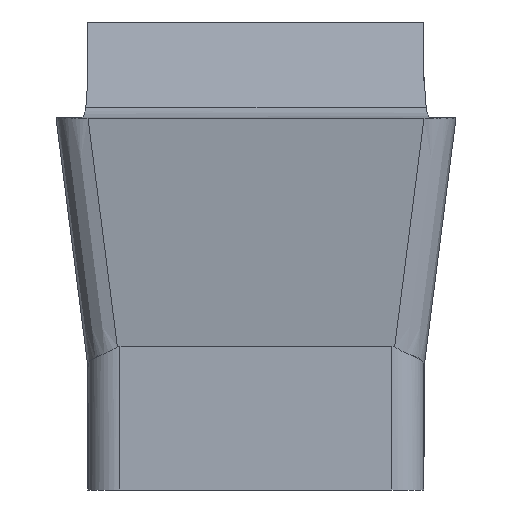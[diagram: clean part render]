
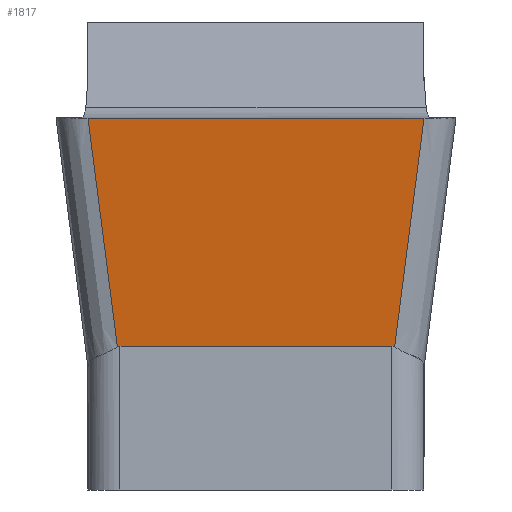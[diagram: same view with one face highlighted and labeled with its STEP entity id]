
A CAD part, front view. The second image highlights one B-rep face of the part: STEP entity #1817.
In plain terms, the highlighted planar face has unit normal (0, -0.993, -0.122).
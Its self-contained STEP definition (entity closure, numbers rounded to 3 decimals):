
#568=CARTESIAN_POINT('',(2.1,0.,
0.));
#573=DIRECTION('',(-1.,0.,0.));
#574=VECTOR('',#573,4.2);
#575=CARTESIAN_POINT('',(2.1,0.,
0.));
#576=LINE('',#575,#574);
#670=CARTESIAN_POINT('',(1.733,0.351,-2.862));
#689=CARTESIAN_POINT('',(1.7,0.35,-2.851));
#690=CARTESIAN_POINT('',(1.712,0.35,-2.851));
#691=CARTESIAN_POINT('',(1.723,0.351,-2.855));
#692=CARTESIAN_POINT('',(1.733,0.351,-2.862));
#697=DIRECTION('',(1.,0.,0.));
#698=VECTOR('',#697,3.4);
#699=CARTESIAN_POINT('',(-1.7,0.35,-2.851));
#700=LINE('',#699,#698);
#704=DIRECTION('',(-0.126,0.121,-0.985));
#705=VECTOR('',#704,2.906);
#706=CARTESIAN_POINT('',(2.1,0.,
0.));
#707=LINE('',#706,#705);
#711=DIRECTION('',(-0.126,-0.121,0.985));
#712=VECTOR('',#711,2.906);
#713=CARTESIAN_POINT('',(-1.733,0.351,
-2.862));
#714=LINE('',#713,#712);
#718=CARTESIAN_POINT('',(-1.733,0.351,
-2.862));
#719=CARTESIAN_POINT('',(-1.723,0.351,
-2.855));
#720=CARTESIAN_POINT('',(-1.712,0.35,
-2.851));
#721=CARTESIAN_POINT('',(-1.7,0.35,-2.851));
#941=VERTEX_POINT('',#568);
#942=CARTESIAN_POINT('',(-2.1,0.,
0.));
#943=VERTEX_POINT('',#942);
#951=VERTEX_POINT('',#670);
#952=CARTESIAN_POINT('',(1.7,0.35,-2.851));
#953=VERTEX_POINT('',#952);
#954=CARTESIAN_POINT('',(-1.7,0.35,-2.851));
#955=VERTEX_POINT('',#954);
#956=VERTEX_POINT('',#718);
#1802=CARTESIAN_POINT('',(3.1,0.212,-1.725));
#1803=DIRECTION('',(0.,-0.993,-0.122));
#1804=DIRECTION('',(0.,-0.122,0.993));
#1805=AXIS2_PLACEMENT_3D('',#1802,#1803,#1804);
#1806=PLANE('',#1805);
#1807=ORIENTED_EDGE('',*,*,#1653,.F.);
#1808=ORIENTED_EDGE('',*,*,#1729,.T.);
#1809=ORIENTED_EDGE('',*,*,#1756,.F.);
#1810=ORIENTED_EDGE('',*,*,#1781,.F.);
#1812=ORIENTED_EDGE('',*,*,#1811,.F.);
#1814=ORIENTED_EDGE('',*,*,#1813,.T.);
#1815=EDGE_LOOP('',(#1807,#1808,#1809,#1810,#1812,#1814));
#1816=FACE_OUTER_BOUND('',#1815,.F.);
#693=B_SPLINE_CURVE_WITH_KNOTS('',3,(#689,#690,#691,#692),.UNSPECIFIED.,.F.,.F.,
(4,4),(0.,1.),.UNSPECIFIED.);
#722=B_SPLINE_CURVE_WITH_KNOTS('',3,(#718,#719,#720,#721),.UNSPECIFIED.,.F.,.F.,
(4,4),(0.,1.),.UNSPECIFIED.);
#1653=EDGE_CURVE('',#941,#943,#576,.T.);
#1729=EDGE_CURVE('',#941,#951,#707,.T.);
#1756=EDGE_CURVE('',#953,#951,#693,.T.);
#1781=EDGE_CURVE('',#955,#953,#700,.T.);
#1811=EDGE_CURVE('',#956,#955,#722,.T.);
#1813=EDGE_CURVE('',#956,#943,#714,.T.);
#1817=ADVANCED_FACE('',(#1816),#1806,.T.);
